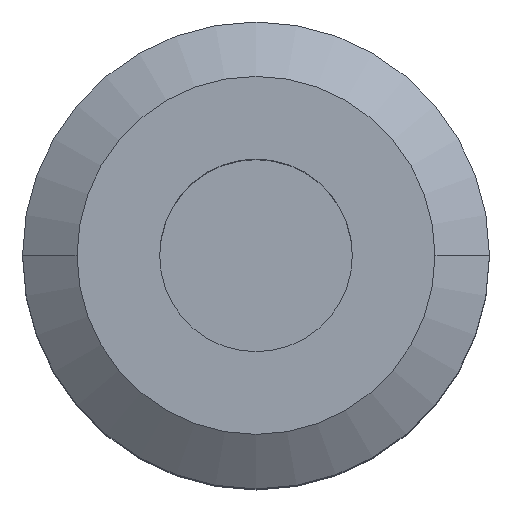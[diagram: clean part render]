
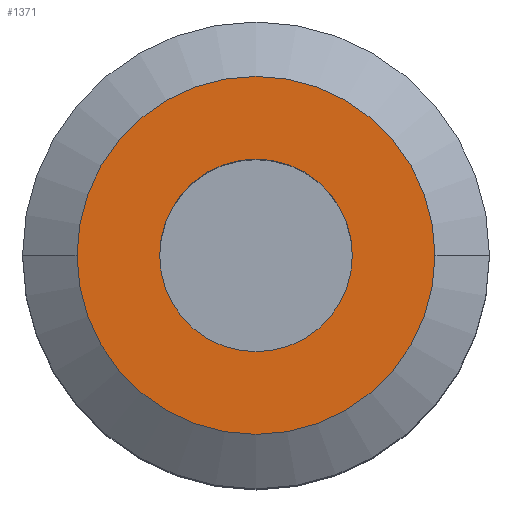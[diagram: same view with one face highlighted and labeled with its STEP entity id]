
A CAD part, top view. The second image highlights one B-rep face of the part: STEP entity #1371.
In plain terms, the highlighted planar face has unit normal (0, 0, 1).
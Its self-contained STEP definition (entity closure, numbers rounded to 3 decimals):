
#32 = CARTESIAN_POINT ( 'NONE',  ( 13., 0., 90. ) ) ;
#150 = CARTESIAN_POINT ( 'NONE',  ( 0., 0., 90. ) ) ;
#204 = CIRCLE ( 'NONE', #1121, 24.151 ) ;
#208 = DIRECTION ( 'NONE',  ( -1., 0., 0. ) ) ;
#219 = DIRECTION ( 'NONE',  ( -1., 0., 0. ) ) ;
#244 = AXIS2_PLACEMENT_3D ( 'NONE', #1233, #1624, #1228 ) ;
#246 = DIRECTION ( 'NONE',  ( -1., 0., 0. ) ) ;
#417 = ORIENTED_EDGE ( 'NONE', *, *, #766, .F. ) ;
#425 = VERTEX_POINT ( 'NONE', #32 ) ;
#426 = CIRCLE ( 'NONE', #706, 13. ) ;
#469 = ORIENTED_EDGE ( 'NONE', *, *, #1565, .F. ) ;
#508 = DIRECTION ( 'NONE',  ( 0., 0., -1. ) ) ;
#563 = ORIENTED_EDGE ( 'NONE', *, *, #1345, .T. ) ;
#568 = DIRECTION ( 'NONE',  ( -1., 0., 0. ) ) ;
#690 = VERTEX_POINT ( 'NONE', #1522 ) ;
#706 = AXIS2_PLACEMENT_3D ( 'NONE', #1601, #1131, #208 ) ;
#719 = FACE_OUTER_BOUND ( 'NONE', #811, .T. ) ;
#726 = CARTESIAN_POINT ( 'NONE',  ( -13., 0., 90. ) ) ;
#766 = EDGE_CURVE ( 'NONE', #1133, #690, #204, .T. ) ;
#811 = EDGE_LOOP ( 'NONE', ( #417, #469 ) ) ;
#837 = CARTESIAN_POINT ( 'NONE',  ( -24.151, 0., 90. ) ) ;
#897 = CIRCLE ( 'NONE', #1124, 24.151 ) ;
#940 = DIRECTION ( 'NONE',  ( 0., 0., -1. ) ) ;
#969 = PLANE ( 'NONE',  #244 ) ;
#1121 = AXIS2_PLACEMENT_3D ( 'NONE', #1618, #508, #246 ) ;
#1124 = AXIS2_PLACEMENT_3D ( 'NONE', #150, #940, #568 ) ;
#1131 = DIRECTION ( 'NONE',  ( 0., 0., -1. ) ) ;
#1133 = VERTEX_POINT ( 'NONE', #837 ) ;
#1136 = FACE_BOUND ( 'NONE', #1462, .T. ) ;
#1212 = EDGE_CURVE ( 'NONE', #425, #1248, #426, .T. ) ;
#1219 = CIRCLE ( 'NONE', #1595, 13. ) ;
#1228 = DIRECTION ( 'NONE',  ( 1., 0., 0. ) ) ;
#1233 = CARTESIAN_POINT ( 'NONE',  ( 0., 24.151, 90. ) ) ;
#1248 = VERTEX_POINT ( 'NONE', #726 ) ;
#1294 = ORIENTED_EDGE ( 'NONE', *, *, #1212, .T. ) ;
#1345 = EDGE_CURVE ( 'NONE', #1248, #425, #1219, .T. ) ;
#1363 = CARTESIAN_POINT ( 'NONE',  ( 0., 0., 90. ) ) ;
#1371 = ADVANCED_FACE ( 'NONE', ( #1136, #719 ), #969, .T. ) ;
#1462 = EDGE_LOOP ( 'NONE', ( #563, #1294 ) ) ;
#1498 = DIRECTION ( 'NONE',  ( 0., 0., -1. ) ) ;
#1522 = CARTESIAN_POINT ( 'NONE',  ( 24.151, 0., 90. ) ) ;
#1565 = EDGE_CURVE ( 'NONE', #690, #1133, #897, .T. ) ;
#1595 = AXIS2_PLACEMENT_3D ( 'NONE', #1363, #1498, #219 ) ;
#1601 = CARTESIAN_POINT ( 'NONE',  ( 0., 0., 90. ) ) ;
#1618 = CARTESIAN_POINT ( 'NONE',  ( 0., 0., 90. ) ) ;
#1624 = DIRECTION ( 'NONE',  ( 0., 0., 1. ) ) ;
